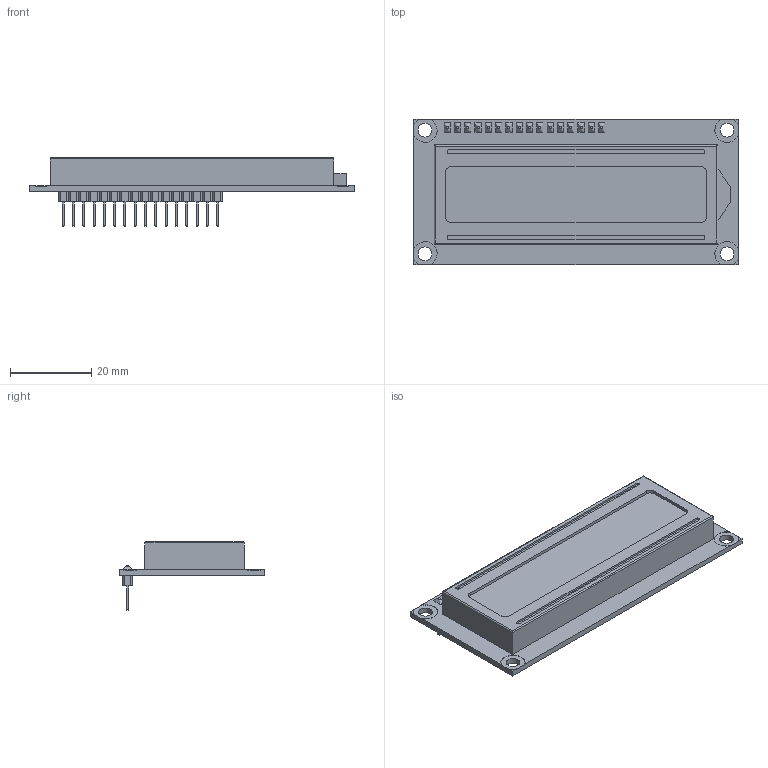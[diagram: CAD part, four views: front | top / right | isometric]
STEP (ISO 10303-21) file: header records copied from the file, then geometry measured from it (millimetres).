
FILE_DESCRIPTION(('FreeCAD Model'),'2;1');
FILE_NAME('Open CASCADE Shape Model','2021-06-29T12:27:37',( 'kicad StepUp'),('ksu MCAD'),'Open CASCADE STEP processor 7.4', 'FreeCAD','Unknown');
FILE_SCHEMA(('AUTOMOTIVE_DESIGN { 1 0 10303 214 1 1 1 1 }'));
Length unit declared in the file: millimetre
Products named in the file (1): LCD_16X2
Bounding box: 80 x 35.8 x 16.9 mm (x, y, z)
Volume: 15642 mm3; surface area: 8078.3 mm2
Topology: 1 solids, 1 shells, 475 faces, 1192 edges, 772 vertices
Faces by surface type: plane 425, cylinder 34, bspline 16
Entity records: 16003 total; most frequent: CARTESIAN_POINT 2980, ORIENTED_EDGE 2384, DIRECTION 2096, EDGE_CURVE 1192, LINE 1056, VECTOR 1056, VERTEX_POINT 772, FACE_BOUND 536
